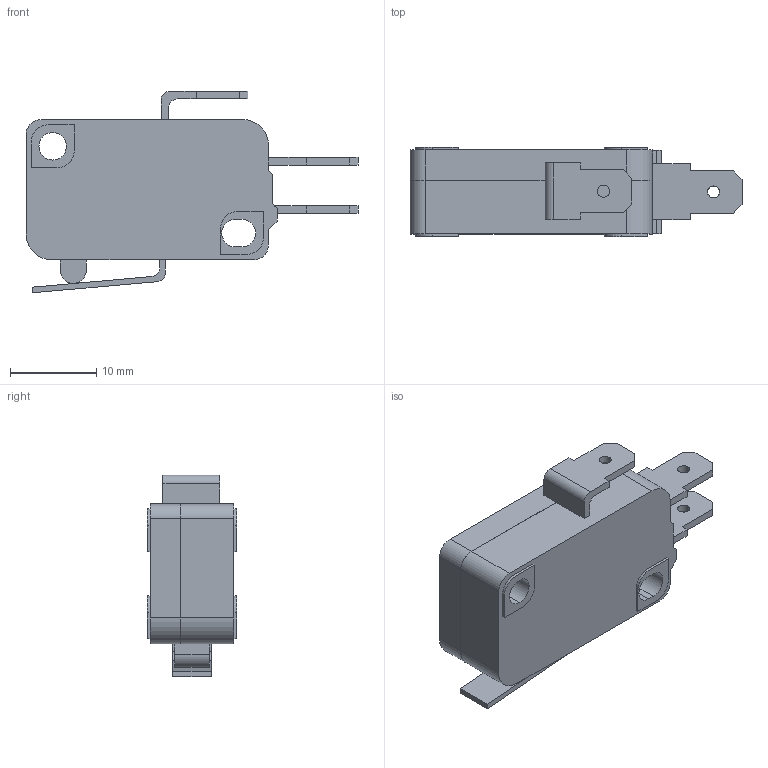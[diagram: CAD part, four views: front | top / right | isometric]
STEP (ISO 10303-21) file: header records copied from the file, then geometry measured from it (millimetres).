
FILE_DESCRIPTION (( 'STEP AP214' ), '1' );
FILE_NAME ('Limit Switch.STEP', '2020-07-22T12:13:33', ( '' ), ( '' ), 'SwSTEP 2.0', 'SolidWorks 2019', '' );
FILE_SCHEMA (( 'AUTOMOTIVE_DESIGN' ));
Length unit declared in the file: millimetre
Products named in the file (1): Limit Switch
Bounding box: 38.6 x 10.35 x 23.43 mm (x, y, z)
Volume: 4545.9 mm3; surface area: 2602.1 mm2
Topology: 1 solids, 1 shells, 212 faces, 595 edges, 390 vertices
Faces by surface type: plane 142, cylinder 36, bspline 34
Entity records: 9946 total; most frequent: CARTESIAN_POINT 3840, ORIENTED_EDGE 1190, DIRECTION 957, EDGE_CURVE 595, LINE 455, VECTOR 455, VERTEX_POINT 390, AXIS2_PLACEMENT_3D 251
